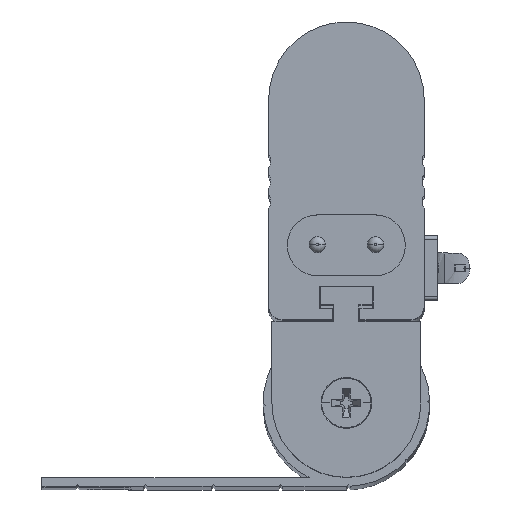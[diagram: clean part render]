
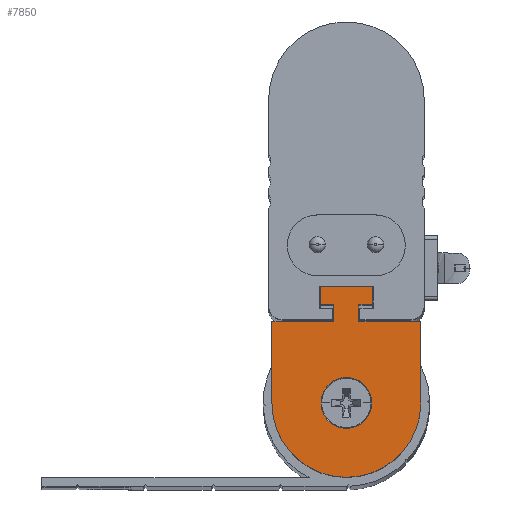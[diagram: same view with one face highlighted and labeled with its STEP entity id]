
A CAD part, top view. The second image highlights one B-rep face of the part: STEP entity #7850.
In plain terms, the highlighted face is planar.
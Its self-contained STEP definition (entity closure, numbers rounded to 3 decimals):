
#4263 = EDGE_LOOP ( 'NONE', ( #9366, #9367 ) ) ;
#4266 = EDGE_LOOP ( 'NONE', ( #9368, #9369, #9370, #9371, #9372, #9373, #9374, #9375, #9376, #9377, #9378, #9379 ) ) ;
#6104 = VERTEX_POINT ( 'NONE', #20981 ) ;
#6105 = VERTEX_POINT ( 'NONE', #20982 ) ;
#6109 = VERTEX_POINT ( 'NONE', #20986 ) ;
#6110 = VERTEX_POINT ( 'NONE', #20987 ) ;
#6111 = VERTEX_POINT ( 'NONE', #20988 ) ;
#6112 = VERTEX_POINT ( 'NONE', #20989 ) ;
#6115 = VERTEX_POINT ( 'NONE', #20992 ) ;
#6116 = VERTEX_POINT ( 'NONE', #20993 ) ;
#6117 = VERTEX_POINT ( 'NONE', #20994 ) ;
#6119 = VERTEX_POINT ( 'NONE', #20996 ) ;
#6121 = VERTEX_POINT ( 'NONE', #20998 ) ;
#6123 = VERTEX_POINT ( 'NONE', #21000 ) ;
#6125 = VERTEX_POINT ( 'NONE', #21002 ) ;
#6127 = VERTEX_POINT ( 'NONE', #21004 ) ;
#7759 = EDGE_CURVE ( 'NONE', #6109, #6111, #22338, .T. ) ;
#7761 = EDGE_CURVE ( 'NONE', #6104, #6110, #22337, .T. ) ;
#7765 = EDGE_CURVE ( 'NONE', #6110, #6112, #22278, .T. ) ;
#7768 = EDGE_CURVE ( 'NONE', #6112, #6115, #23434, .T. ) ;
#7771 = EDGE_CURVE ( 'NONE', #6115, #6105, #23443, .T. ) ;
#7774 = EDGE_CURVE ( 'NONE', #6105, #6116, #23452, .T. ) ;
#7777 = EDGE_CURVE ( 'NONE', #6116, #6117, #23461, .T. ) ;
#7780 = EDGE_CURVE ( 'NONE', #6117, #6119, #23470, .T. ) ;
#7783 = EDGE_CURVE ( 'NONE', #6119, #6121, #23479, .T. ) ;
#7786 = EDGE_CURVE ( 'NONE', #6121, #6123, #23488, .T. ) ;
#7789 = EDGE_CURVE ( 'NONE', #6123, #6125, #23497, .T. ) ;
#7792 = EDGE_CURVE ( 'NONE', #6125, #6127, #23506, .T. ) ;
#7795 = EDGE_CURVE ( 'NONE', #6127, #6104, #23514, .T. ) ;
#7801 = EDGE_CURVE ( 'NONE', #6111, #6109, #22382, .T. ) ;
#7850 = ADVANCED_FACE ( 'NONE', ( #23775, #23768 ), #23776, .F. ) ;
#9366 = ORIENTED_EDGE ( 'NONE', *, *, #7801, .F. ) ;
#9367 = ORIENTED_EDGE ( 'NONE', *, *, #7759, .F. ) ;
#9368 = ORIENTED_EDGE ( 'NONE', *, *, #7761, .F. ) ;
#9369 = ORIENTED_EDGE ( 'NONE', *, *, #7795, .F. ) ;
#9370 = ORIENTED_EDGE ( 'NONE', *, *, #7792, .F. ) ;
#9371 = ORIENTED_EDGE ( 'NONE', *, *, #7789, .F. ) ;
#9372 = ORIENTED_EDGE ( 'NONE', *, *, #7786, .F. ) ;
#9373 = ORIENTED_EDGE ( 'NONE', *, *, #7783, .F. ) ;
#9374 = ORIENTED_EDGE ( 'NONE', *, *, #7780, .F. ) ;
#9375 = ORIENTED_EDGE ( 'NONE', *, *, #7777, .F. ) ;
#9376 = ORIENTED_EDGE ( 'NONE', *, *, #7774, .F. ) ;
#9377 = ORIENTED_EDGE ( 'NONE', *, *, #7771, .F. ) ;
#9378 = ORIENTED_EDGE ( 'NONE', *, *, #7768, .F. ) ;
#9379 = ORIENTED_EDGE ( 'NONE', *, *, #7765, .F. ) ;
#20981 = CARTESIAN_POINT ( 'NONE',  ( 11., 0., 0. ) ) ;
#20982 = CARTESIAN_POINT ( 'NONE',  ( -1.85, -14.5, 0. ) ) ;
#20986 = CARTESIAN_POINT ( 'NONE',  ( 3.75, 0., 0. ) ) ;
#20987 = CARTESIAN_POINT ( 'NONE',  ( -11., 0., 0. ) ) ;
#20988 = CARTESIAN_POINT ( 'NONE',  ( -3.75, 0., 0. ) ) ;
#20989 = CARTESIAN_POINT ( 'NONE',  ( -11., -12., 0. ) ) ;
#20992 = CARTESIAN_POINT ( 'NONE',  ( -1.85, -12., 0. ) ) ;
#20993 = CARTESIAN_POINT ( 'NONE',  ( -3.85, -14.5, 0. ) ) ;
#20994 = CARTESIAN_POINT ( 'NONE',  ( -3.85, -17.2, 0. ) ) ;
#20996 = CARTESIAN_POINT ( 'NONE',  ( 3.85, -17.2, 0. ) ) ;
#20998 = CARTESIAN_POINT ( 'NONE',  ( 3.85, -14.5, 0. ) ) ;
#21000 = CARTESIAN_POINT ( 'NONE',  ( 1.85, -14.5, 0. ) ) ;
#21002 = CARTESIAN_POINT ( 'NONE',  ( 1.85, -12., 0. ) ) ;
#21004 = CARTESIAN_POINT ( 'NONE',  ( 11., -12., 0. ) ) ;
#22260 = CARTESIAN_POINT ( 'NONE',  ( 0., 0., 0. ) ) ;
#22261 = DIRECTION ( 'NONE',  ( 0., 0., -1. ) ) ;
#22262 = DIRECTION ( 'NONE',  ( -1., 0., 0. ) ) ;
#22266 = CARTESIAN_POINT ( 'NONE',  ( 0., 0., 0. ) ) ;
#22267 = DIRECTION ( 'NONE',  ( 0., 0., 1. ) ) ;
#22268 = DIRECTION ( 'NONE',  ( 1., 0., 0. ) ) ;
#22278 = LINE ( 'NONE', #23426, #22347 ) ;
#22337 = CIRCLE ( 'NONE', #22343, 11. ) ;
#22338 = CIRCLE ( 'NONE', #22340, 3.75 ) ;
#22340 = AXIS2_PLACEMENT_3D ( 'NONE', #22260, #22261, #22262 ) ;
#22343 = AXIS2_PLACEMENT_3D ( 'NONE', #22266, #22267, #22268 ) ;
#22347 = VECTOR ( 'NONE', #23427, 1000. ) ;
#22350 = VECTOR ( 'NONE', #23436, 1000. ) ;
#22353 = VECTOR ( 'NONE', #23445, 1000. ) ;
#22356 = VECTOR ( 'NONE', #23454, 1000. ) ;
#22359 = VECTOR ( 'NONE', #23463, 1000. ) ;
#22362 = VECTOR ( 'NONE', #23472, 1000. ) ;
#22365 = VECTOR ( 'NONE', #23481, 1000. ) ;
#22368 = VECTOR ( 'NONE', #23490, 1000. ) ;
#22371 = VECTOR ( 'NONE', #23499, 1000. ) ;
#22374 = VECTOR ( 'NONE', #23508, 1000. ) ;
#22377 = VECTOR ( 'NONE', #23516, 1000. ) ;
#22382 = CIRCLE ( 'NONE', #22386, 3.75 ) ;
#22386 = AXIS2_PLACEMENT_3D ( 'NONE', #23535, #23536, #23537 ) ;
#22442 = AXIS2_PLACEMENT_3D ( 'NONE', #23771, #23778, #23779 ) ;
#23426 = CARTESIAN_POINT ( 'NONE',  ( -11., 0., 0. ) ) ;
#23427 = DIRECTION ( 'NONE',  ( 0., -1., 0. ) ) ;
#23434 = LINE ( 'NONE', #23435, #22350 ) ;
#23435 = CARTESIAN_POINT ( 'NONE',  ( -11., -12., 0. ) ) ;
#23436 = DIRECTION ( 'NONE',  ( 1., 0., 0. ) ) ;
#23443 = LINE ( 'NONE', #23444, #22353 ) ;
#23444 = CARTESIAN_POINT ( 'NONE',  ( -1.85, -12., 0. ) ) ;
#23445 = DIRECTION ( 'NONE',  ( 0., -1., 0. ) ) ;
#23452 = LINE ( 'NONE', #23453, #22356 ) ;
#23453 = CARTESIAN_POINT ( 'NONE',  ( -1.85, -14.5, 0. ) ) ;
#23454 = DIRECTION ( 'NONE',  ( -1., 0., 0. ) ) ;
#23461 = LINE ( 'NONE', #23462, #22359 ) ;
#23462 = CARTESIAN_POINT ( 'NONE',  ( -3.85, -14.5, 0. ) ) ;
#23463 = DIRECTION ( 'NONE',  ( 0., -1., 0. ) ) ;
#23470 = LINE ( 'NONE', #23471, #22362 ) ;
#23471 = CARTESIAN_POINT ( 'NONE',  ( -3.85, -17.2, 0. ) ) ;
#23472 = DIRECTION ( 'NONE',  ( 1., 0., 0. ) ) ;
#23479 = LINE ( 'NONE', #23480, #22365 ) ;
#23480 = CARTESIAN_POINT ( 'NONE',  ( 3.85, -14.5, 0. ) ) ;
#23481 = DIRECTION ( 'NONE',  ( 0., 1., 0. ) ) ;
#23488 = LINE ( 'NONE', #23489, #22368 ) ;
#23489 = CARTESIAN_POINT ( 'NONE',  ( 1.85, -14.5, 0. ) ) ;
#23490 = DIRECTION ( 'NONE',  ( -1., 0., 0. ) ) ;
#23497 = LINE ( 'NONE', #23498, #22371 ) ;
#23498 = CARTESIAN_POINT ( 'NONE',  ( 1.85, -12., 0. ) ) ;
#23499 = DIRECTION ( 'NONE',  ( 0., 1., 0. ) ) ;
#23506 = LINE ( 'NONE', #23507, #22374 ) ;
#23507 = CARTESIAN_POINT ( 'NONE',  ( 11., -12., 0. ) ) ;
#23508 = DIRECTION ( 'NONE',  ( 1., 0., 0. ) ) ;
#23514 = LINE ( 'NONE', #23515, #22377 ) ;
#23515 = CARTESIAN_POINT ( 'NONE',  ( 11., 0., 0. ) ) ;
#23516 = DIRECTION ( 'NONE',  ( 0., 1., 0. ) ) ;
#23535 = CARTESIAN_POINT ( 'NONE',  ( 0., 0., 0. ) ) ;
#23536 = DIRECTION ( 'NONE',  ( 0., 0., -1. ) ) ;
#23537 = DIRECTION ( 'NONE',  ( -1., 0., 0. ) ) ;
#23768 = FACE_OUTER_BOUND ( 'NONE', #4266, .T. ) ;
#23771 = CARTESIAN_POINT ( 'NONE',  ( 0., 0., 0. ) ) ;
#23775 = FACE_BOUND ( 'NONE', #4263, .T. ) ;
#23776 = PLANE ( 'NONE',  #22442 ) ;
#23778 = DIRECTION ( 'NONE',  ( 0., 0., 1. ) ) ;
#23779 = DIRECTION ( 'NONE',  ( 1., 0., 0. ) ) ;
